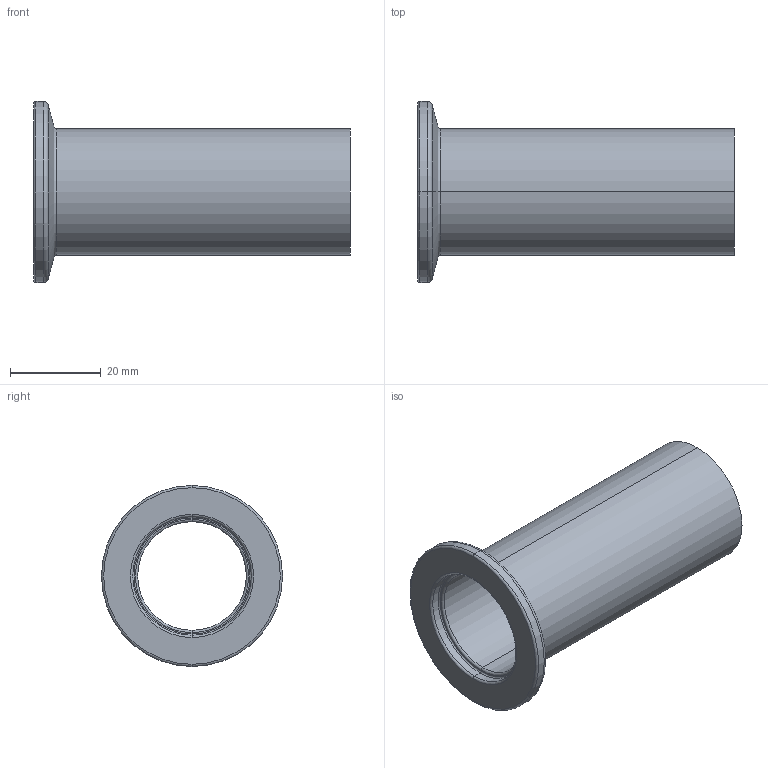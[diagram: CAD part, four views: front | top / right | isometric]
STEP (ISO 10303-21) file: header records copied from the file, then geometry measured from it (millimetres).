
FILE_DESCRIPTION (( 'STEP AP203' ), '1' );
FILE_NAME ('150603AE3.STEP', '2019-01-30T03:49:05', ( '' ), ( '' ), 'SwSTEP 2.0', 'SolidWorks 2018', '' );
FILE_SCHEMA (( 'CONFIG_CONTROL_DESIGN' ));
Length unit declared in the file: millimetre
Products named in the file (1): 150603AE3
Bounding box: 70 x 40 x 40 mm (x, y, z)
Volume: 13600.8 mm3; surface area: 12945.6 mm2
Topology: 1 solids, 1 shells, 25 faces, 50 edges, 28 vertices
Faces by surface type: torus 12, cylinder 8, plane 3, cone 2
Entity records: 737 total; most frequent: DIRECTION 142, CARTESIAN_POINT 104, ORIENTED_EDGE 100, AXIS2_PLACEMENT_3D 66, EDGE_CURVE 50, CIRCLE 40, EDGE_LOOP 28, VERTEX_POINT 28
